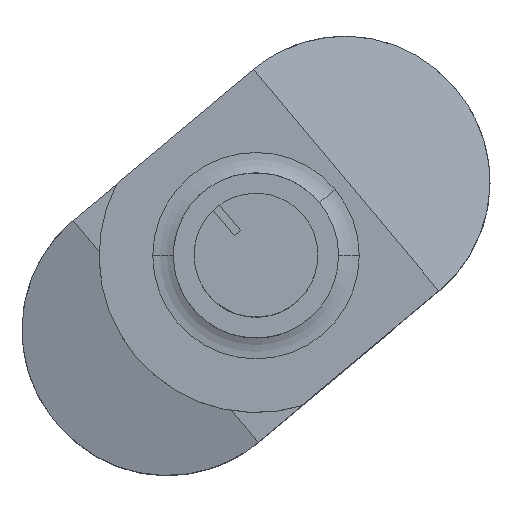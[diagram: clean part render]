
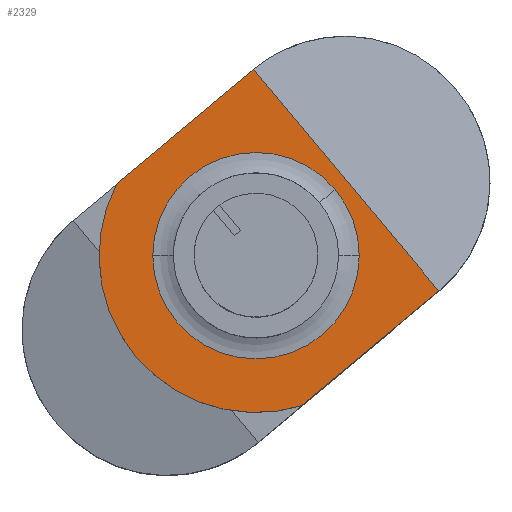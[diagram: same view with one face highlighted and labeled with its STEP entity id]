
A CAD part, top view. The second image highlights one B-rep face of the part: STEP entity #2329.
In plain terms, the highlighted planar face has unit normal (0, 0, 1).
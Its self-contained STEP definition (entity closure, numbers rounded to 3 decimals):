
#1948=CARTESIAN_POINT('POINT106',(-0.59,
   45.129,45.));
#1949=VERTEX_POINT('VERTEX106',#1948);
#2024=CARTESIAN_POINT('POINT110',(44.312,
   -8.572,45.));
#2025=VERTEX_POINT('VERTEX110',#2024);
#2111=CARTESIAN_POINT('POINT116',(11.098,
   -36.343,45.));
#2112=VERTEX_POINT('VERTEX116',#2111);
#2121=CARTESIAN_POINT('POS165',(23.255,
   -26.178,45.));
#2122=DIRECTION('DIR264',(0.767,0.641,
   0.));
#2123=VECTOR('VEC66',#2122,1.);
#2124=LINE('STRAIGHT66',#2121,#2123);
#2125=EDGE_CURVE('EDGE176',#2025,#2112,#2124,.F.);
#2137=CARTESIAN_POINT('POINT117',(-33.804,
   17.358,45.));
#2138=VERTEX_POINT('VERTEX117',#2137);
#2139=CARTESIAN_POINT('POS167',(0.,
   0.,45.));
#2140=DIRECTION('DIR267',(0.,0.,
   -1.));
#2141=DIRECTION('DIR268',(-0.641,0.767,
   0.));
#2142=AXIS2_PLACEMENT_3D('AXIS101',#2139,#2140,#2141);
#2143=CIRCLE('ELLIPSE55',#2142,38.);
#2144=EDGE_CURVE('EDGE177',#2138,#2112,#2143,.F.);
#2161=CARTESIAN_POINT('POS170',(-21.647,
   27.523,45.));
#2162=DIRECTION('DIR272',(-0.767,-0.641,
   0.));
#2163=VECTOR('VEC68',#2162,1.);
#2164=LINE('STRAIGHT68',#2161,#2163);
#2165=EDGE_CURVE('EDGE179',#2138,#1949,#2164,.F.);
#2181=CARTESIAN_POINT('POS172',(21.861,
   18.279,45.));
#2182=DIRECTION('DIR275',(0.641,-0.767,
   0.));
#2183=VECTOR('VEC69',#2182,1.);
#2184=LINE('STRAIGHT69',#2181,#2183);
#2185=EDGE_CURVE('EDGE180',#2025,#1949,#2184,.F.);
#2299=ORIENTED_EDGE('COEDGE373',*,*,#2185,.T.);
#2300=ORIENTED_EDGE('COEDGE374',*,*,#2165,.F.);
#2301=ORIENTED_EDGE('COEDGE375',*,*,#2144,.T.);
#2302=ORIENTED_EDGE('COEDGE376',*,*,#2125,.F.);
#2303=EDGE_LOOP('NONE',(#2299,#2300,#2301,#2302));
#2304=FACE_BOUND('LOOP1',#2303,.T.);
#2305=CARTESIAN_POINT('POINT126',(19.179,
   16.036,45.));
#2306=VERTEX_POINT('VERTEX126',#2305);
#2307=CARTESIAN_POINT('POINT127',(25.,
   0.,45.));
#2308=VERTEX_POINT('VERTEX127',#2307);
#2309=CARTESIAN_POINT('POS182',(0.,
   0.,45.));
#2310=DIRECTION('DIR291',(0.,0.,
   1.));
#2311=DIRECTION('DIR292',(-1.,0.,0.));
#2312=AXIS2_PLACEMENT_3D('AXIS110',#2309,#2310,#2311);
#2313=CIRCLE('ELLIPSE59',#2312,25.);
#2314=EDGE_CURVE('EDGE193',#2306,#2308,#2313,.F.);
#2315=ORIENTED_EDGE('COEDGE377',*,*,#2314,.T.);
#2316=CARTESIAN_POINT('POINT128',(-25.,
   0.,45.));
#2317=VERTEX_POINT('VERTEX128',#2316);
#2318=EDGE_CURVE('EDGE194',#2308,#2317,#2313,.F.);
#2319=ORIENTED_EDGE('COEDGE378',*,*,#2318,.T.);
#2320=EDGE_CURVE('EDGE195',#2317,#2306,#2313,.F.);
#2321=ORIENTED_EDGE('COEDGE379',*,*,#2320,.T.);
#2322=EDGE_LOOP('NONE',(#2315,#2319,#2321));
#2323=FACE_BOUND('LOOP1',#2322,.T.);
#2324=CARTESIAN_POINT('POS183',(-3.646,
   -3.048,45.));
#2325=DIRECTION('DIR293',(0.,0.,
   1.));
#2326=DIRECTION('DIR294',(1.,0.,
   0.));
#2327=AXIS2_PLACEMENT_3D('AXIS111',#2324,#2325,#2326);
#2328=PLANE('PLANE27',#2327);
#2329=ADVANCED_FACE('FACE77',(#2304,#2323),#2328,.T.);
